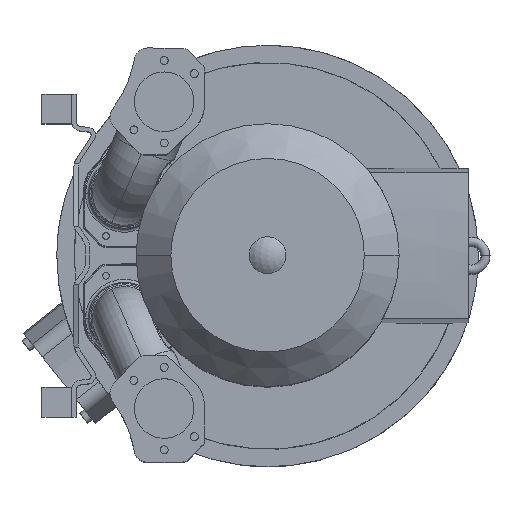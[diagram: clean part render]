
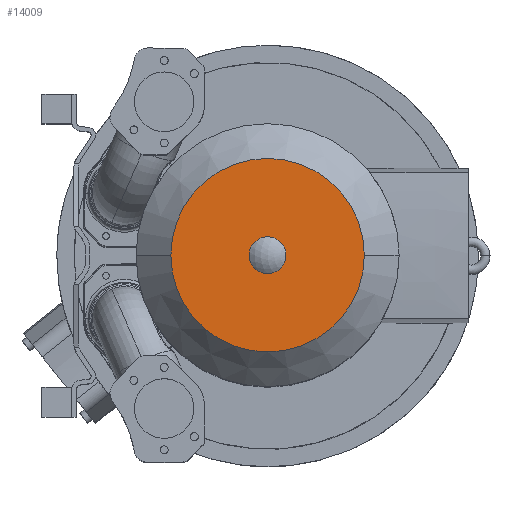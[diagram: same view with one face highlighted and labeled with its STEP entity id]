
A CAD part, top view. The second image highlights one B-rep face of the part: STEP entity #14009.
In plain terms, the highlighted planar face has unit normal (0, 0, 1).
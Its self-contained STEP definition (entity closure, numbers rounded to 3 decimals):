
#1339 = VERTEX_POINT ( 'NONE', #32022 ) ;
#1559 = VERTEX_POINT ( 'NONE', #18275 ) ;
#2848 = EDGE_CURVE ( 'NONE', #7127, #1559, #20485, .T. ) ;
#6527 = ORIENTED_EDGE ( 'NONE', *, *, #37720, .F. ) ;
#6969 = DIRECTION ( 'NONE',  ( -1., 0., 0. ) ) ;
#7127 = VERTEX_POINT ( 'NONE', #29481 ) ;
#7821 = CIRCLE ( 'NONE', #24047, 97.325 ) ;
#8281 = CARTESIAN_POINT ( 'NONE',  ( 0., 0., 461.2 ) ) ;
#8534 = DIRECTION ( 'NONE',  ( 1., 0., 0. ) ) ;
#8728 = DIRECTION ( 'NONE',  ( 0., 0., -1. ) ) ;
#9216 = EDGE_LOOP ( 'NONE', ( #6527, #19015 ) ) ;
#11947 = DIRECTION ( 'NONE',  ( 0., 0., -1. ) ) ;
#14009 = ADVANCED_FACE ( 'NONE', ( #20022, #32340 ), #20612, .T. ) ;
#14466 = CARTESIAN_POINT ( 'NONE',  ( 97.325, 0., 461.2 ) ) ;
#15027 = CARTESIAN_POINT ( 'NONE',  ( 0., 0., 461.2 ) ) ;
#16552 = VERTEX_POINT ( 'NONE', #14466 ) ;
#17148 = EDGE_LOOP ( 'NONE', ( #24334, #21657 ) ) ;
#17448 = DIRECTION ( 'NONE',  ( 1., 0., 0. ) ) ;
#17597 = DIRECTION ( 'NONE',  ( 0., 0., 1. ) ) ;
#18275 = CARTESIAN_POINT ( 'NONE',  ( -18.52, 0., 461.2 ) ) ;
#19015 = ORIENTED_EDGE ( 'NONE', *, *, #25321, .F. ) ;
#19693 = DIRECTION ( 'NONE',  ( 0., 0., -1. ) ) ;
#20022 = FACE_BOUND ( 'NONE', #17148, .T. ) ;
#20485 = CIRCLE ( 'NONE', #21147, 18.52 ) ;
#20612 = PLANE ( 'NONE',  #36273 ) ;
#21147 = AXIS2_PLACEMENT_3D ( 'NONE', #26351, #8728, #17448 ) ;
#21657 = ORIENTED_EDGE ( 'NONE', *, *, #36882, .T. ) ;
#24047 = AXIS2_PLACEMENT_3D ( 'NONE', #37655, #19693, #6969 ) ;
#24334 = ORIENTED_EDGE ( 'NONE', *, *, #2848, .T. ) ;
#25321 = EDGE_CURVE ( 'NONE', #16552, #1339, #31960, .T. ) ;
#25958 = CIRCLE ( 'NONE', #34991, 18.52 ) ;
#26351 = CARTESIAN_POINT ( 'NONE',  ( 0., 0., 461.2 ) ) ;
#29481 = CARTESIAN_POINT ( 'NONE',  ( 18.52, 0., 461.2 ) ) ;
#29919 = DIRECTION ( 'NONE',  ( 1., 0., 0. ) ) ;
#31960 = CIRCLE ( 'NONE', #35186, 97.325 ) ;
#32022 = CARTESIAN_POINT ( 'NONE',  ( -97.325, 0., 461.2 ) ) ;
#32340 = FACE_OUTER_BOUND ( 'NONE', #9216, .T. ) ;
#32957 = DIRECTION ( 'NONE',  ( -1., 0., 0. ) ) ;
#33157 = CARTESIAN_POINT ( 'NONE',  ( 0., 0., 461.2 ) ) ;
#34991 = AXIS2_PLACEMENT_3D ( 'NONE', #15027, #39227, #8534 ) ;
#35186 = AXIS2_PLACEMENT_3D ( 'NONE', #33157, #11947, #32957 ) ;
#36273 = AXIS2_PLACEMENT_3D ( 'NONE', #8281, #17597, #29919 ) ;
#36882 = EDGE_CURVE ( 'NONE', #1559, #7127, #25958, .T. ) ;
#37655 = CARTESIAN_POINT ( 'NONE',  ( 0., 0., 461.2 ) ) ;
#37720 = EDGE_CURVE ( 'NONE', #1339, #16552, #7821, .T. ) ;
#39227 = DIRECTION ( 'NONE',  ( 0., 0., -1. ) ) ;
